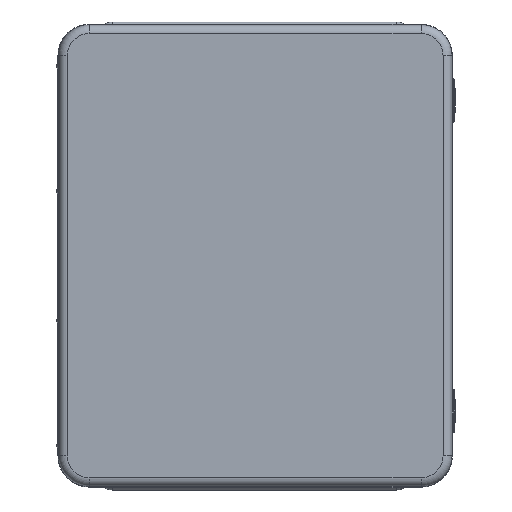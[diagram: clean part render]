
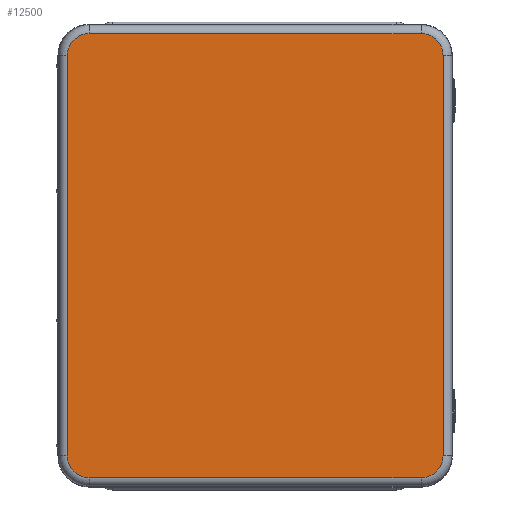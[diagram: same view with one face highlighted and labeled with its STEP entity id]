
A CAD part, top view. The second image highlights one B-rep face of the part: STEP entity #12500.
In plain terms, the highlighted planar face has unit normal (0, 0, 1).
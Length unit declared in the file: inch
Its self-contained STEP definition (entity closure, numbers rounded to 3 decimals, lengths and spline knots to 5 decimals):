
#972=LINE($,#22231,#1907);
#974=LINE($,#22251,#1909);
#977=LINE($,#22258,#1912);
#979=LINE($,#22273,#1914);
#1907=VECTOR($,#16860,9.618);
#1909=VECTOR($,#16884,11.598);
#1912=VECTOR($,#16891,11.598);
#1914=VECTOR($,#16911,9.618);
#2402=PLANE($,#13766);
#3706=FACE_OUTER_BOUND($,#4661,.T.);
#4661=EDGE_LOOP($,(#10901,#10902,#10903,#10904,#10905,#10906,#10907,#10908));
#5398=CIRCLE($,#13741,0.6375);
#5402=CIRCLE($,#13746,0.6375);
#5406=CIRCLE($,#13753,0.6375);
#5410=CIRCLE($,#13758,0.6375);
#6444=VERTEX_POINT($,#22228);
#6445=VERTEX_POINT($,#22230);
#6448=VERTEX_POINT($,#22237);
#6449=VERTEX_POINT($,#22242);
#6452=VERTEX_POINT($,#22249);
#6453=VERTEX_POINT($,#22254);
#6456=VERTEX_POINT($,#22261);
#6457=VERTEX_POINT($,#22266);
#7985=EDGE_CURVE($,#6444,#6445,#972,.T.);
#7989=EDGE_CURVE($,#6448,#6444,#5398,.T.);
#7993=EDGE_CURVE($,#6445,#6449,#5402,.T.);
#7995=EDGE_CURVE($,#6452,#6448,#974,.T.);
#7999=EDGE_CURVE($,#6449,#6453,#977,.T.);
#8001=EDGE_CURVE($,#6456,#6452,#5406,.T.);
#8005=EDGE_CURVE($,#6453,#6457,#5410,.T.);
#8007=EDGE_CURVE($,#6457,#6456,#979,.T.);
#10901=ORIENTED_EDGE($,*,*,#7985,.F.);
#10902=ORIENTED_EDGE($,*,*,#7989,.F.);
#10903=ORIENTED_EDGE($,*,*,#7995,.F.);
#10904=ORIENTED_EDGE($,*,*,#8001,.F.);
#10905=ORIENTED_EDGE($,*,*,#8007,.F.);
#10906=ORIENTED_EDGE($,*,*,#8005,.F.);
#10907=ORIENTED_EDGE($,*,*,#7999,.F.);
#10908=ORIENTED_EDGE($,*,*,#7993,.F.);
#12500=ADVANCED_FACE($,(#3706),#2402,.T.);
#13741=AXIS2_PLACEMENT_3D($,#22239,#16868,#16869);
#13746=AXIS2_PLACEMENT_3D($,#22246,#16878,#16879);
#13753=AXIS2_PLACEMENT_3D($,#22263,#16896,#16897);
#13758=AXIS2_PLACEMENT_3D($,#22270,#16906,#16907);
#13766=AXIS2_PLACEMENT_3D($,#22292,#16931,#16932);
#16860=DIRECTION($,(1.,0.,0.));
#16868=DIRECTION('center_axis',(0.,0.,-1.));
#16869=DIRECTION('ref_axis',(-0.707,0.707,0.));
#16878=DIRECTION('center_axis',(0.,0.,-1.));
#16879=DIRECTION('ref_axis',(0.707,0.707,0.));
#16884=DIRECTION($,(0.,1.,0.));
#16891=DIRECTION($,(0.,-1.,0.));
#16896=DIRECTION('center_axis',(0.,0.,-1.));
#16897=DIRECTION('ref_axis',(-0.707,-0.707,0.));
#16906=DIRECTION('center_axis',(0.,0.,-1.));
#16907=DIRECTION('ref_axis',(0.707,-0.707,0.));
#16911=DIRECTION($,(-1.,0.,0.));
#16931=DIRECTION('center_axis',(0.,0.,1.));
#16932=DIRECTION('ref_axis',(1.,0.,0.));
#22228=CARTESIAN_POINT('',(-4.809,6.4365,0.78));
#22230=CARTESIAN_POINT('',(4.809,6.4365,0.78));
#22231=CARTESIAN_POINT($,(-4.809,6.4365,0.78));
#22237=CARTESIAN_POINT('',(-5.4465,5.799,0.78));
#22239=CARTESIAN_POINT('Origin',(-4.809,5.799,0.78));
#22242=CARTESIAN_POINT('',(5.4465,5.799,0.78));
#22246=CARTESIAN_POINT('Origin',(4.809,5.799,0.78));
#22249=CARTESIAN_POINT('',(-5.4465,-5.799,0.78));
#22251=CARTESIAN_POINT($,(-5.4465,-5.799,0.78));
#22254=CARTESIAN_POINT('',(5.4465,-5.799,0.78));
#22258=CARTESIAN_POINT($,(5.4465,5.799,0.78));
#22261=CARTESIAN_POINT('',(-4.809,-6.4365,0.78));
#22263=CARTESIAN_POINT('Origin',(-4.809,-5.799,0.78));
#22266=CARTESIAN_POINT('',(4.809,-6.4365,0.78));
#22270=CARTESIAN_POINT('Origin',(4.809,-5.799,0.78));
#22273=CARTESIAN_POINT($,(4.809,-6.4365,0.78));
#22292=CARTESIAN_POINT('Origin',(0.,0.,0.78));
